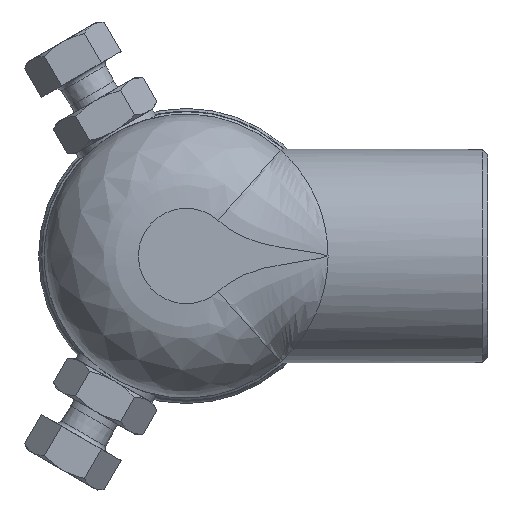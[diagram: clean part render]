
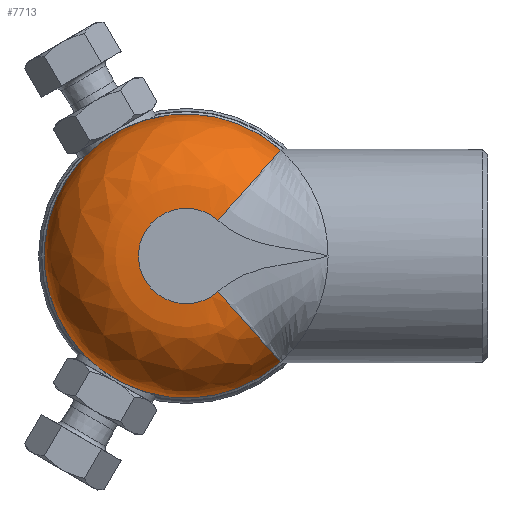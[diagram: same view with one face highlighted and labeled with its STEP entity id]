
A CAD part, left-side view. The second image highlights one B-rep face of the part: STEP entity #7713.
In plain terms, the highlighted free-form (B-spline) face has degree [2, 2] with [3, 7] control points.
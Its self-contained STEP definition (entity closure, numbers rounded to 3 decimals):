
#202=(
BOUNDED_SURFACE()
B_SPLINE_SURFACE(2,2,((#11380,#11381,#11382,#11383,#11384,#11385,#11386),
(#11387,#11388,#11389,#11390,#11391,#11392,#11393),(#11394,#11395,#11396,
#11397,#11398,#11399,#11400)),.UNSPECIFIED.,.F.,.F.,.F.)
B_SPLINE_SURFACE_WITH_KNOTS((3,3),(3,2,2,3),(-1.571,0.),
(-2.298,-0.766,0.766,2.298),
 .UNSPECIFIED.)
GEOMETRIC_REPRESENTATION_ITEM()
RATIONAL_B_SPLINE_SURFACE(((1.,0.721,1.,0.721,1.,
0.721,1.),(0.707,0.51,0.707,
0.51,0.707,0.51,0.707),
(1.,0.721,1.,0.721,1.,0.721,1.)))
REPRESENTATION_ITEM('')
SURFACE()
);
#1860=FACE_OUTER_BOUND('',#2329,.T.);
#2329=EDGE_LOOP('',(#5523,#5524,#5525,#5526));
#2816=CIRCLE('',#8273,22.6);
#2823=CIRCLE('',#8284,15.);
#2824=CIRCLE('',#8285,7.6);
#2825=CIRCLE('',#8286,15.);
#3249=VERTEX_POINT('',#11324);
#3250=VERTEX_POINT('',#11343);
#3255=VERTEX_POINT('',#11401);
#3256=VERTEX_POINT('',#11403);
#4111=EDGE_CURVE('',#3250,#3249,#2816,.T.);
#4121=EDGE_CURVE('',#3249,#3255,#2823,.T.);
#4122=EDGE_CURVE('',#3255,#3256,#2824,.T.);
#4123=EDGE_CURVE('',#3256,#3250,#2825,.T.);
#5523=ORIENTED_EDGE('',*,*,#4121,.T.);
#5524=ORIENTED_EDGE('',*,*,#4122,.T.);
#5525=ORIENTED_EDGE('',*,*,#4123,.T.);
#5526=ORIENTED_EDGE('',*,*,#4111,.T.);
#7713=ADVANCED_FACE('',(#1860),#202,.F.);
#8273=AXIS2_PLACEMENT_3D('',#11344,#9207,#9208);
#8284=AXIS2_PLACEMENT_3D('',#11402,#9231,#9232);
#8285=AXIS2_PLACEMENT_3D('',#11404,#9233,#9234);
#8286=AXIS2_PLACEMENT_3D('',#11405,#9235,#9236);
#9207=DIRECTION('center_axis',(-1.,0.,0.));
#9208=DIRECTION('ref_axis',(0.,1.,0.));
#9231=DIRECTION('center_axis',(0.,0.747,-0.665));
#9232=DIRECTION('ref_axis',(0.,-0.665,-0.747));
#9233=DIRECTION('center_axis',(1.,0.,0.));
#9234=DIRECTION('ref_axis',(0.,1.,0.));
#9235=DIRECTION('center_axis',(0.,0.747,0.665));
#9236=DIRECTION('ref_axis',(-1.,0.,0.));
#11324=CARTESIAN_POINT('',(-35.2,-15.025,-16.882));
#11343=CARTESIAN_POINT('',(-35.2,-15.025,16.882));
#11344=CARTESIAN_POINT('Origin',(-35.2,0.,0.));
#11380=CARTESIAN_POINT('Ctrl Pts',(-50.2,-5.053,-5.677));
#11381=CARTESIAN_POINT('Ctrl Pts',(-50.2,0.409,-10.538));
#11382=CARTESIAN_POINT('Ctrl Pts',(-50.2,5.477,-5.269));
#11383=CARTESIAN_POINT('Ctrl Pts',(-50.2,10.546,0.));
#11384=CARTESIAN_POINT('Ctrl Pts',(-50.2,5.477,5.269));
#11385=CARTESIAN_POINT('Ctrl Pts',(-50.2,0.409,10.538));
#11386=CARTESIAN_POINT('Ctrl Pts',(-50.2,-5.053,5.677));
#11387=CARTESIAN_POINT('Ctrl Pts',(-50.2,-15.025,-16.882));
#11388=CARTESIAN_POINT('Ctrl Pts',(-50.2,1.215,-31.336));
#11389=CARTESIAN_POINT('Ctrl Pts',(-50.2,16.287,-15.668));
#11390=CARTESIAN_POINT('Ctrl Pts',(-50.2,31.36,0.));
#11391=CARTESIAN_POINT('Ctrl Pts',(-50.2,16.287,15.668));
#11392=CARTESIAN_POINT('Ctrl Pts',(-50.2,1.215,31.336));
#11393=CARTESIAN_POINT('Ctrl Pts',(-50.2,-15.025,16.882));
#11394=CARTESIAN_POINT('Ctrl Pts',(-35.2,-15.025,
-16.882));
#11395=CARTESIAN_POINT('Ctrl Pts',(-35.2,1.215,-31.336));
#11396=CARTESIAN_POINT('Ctrl Pts',(-35.2,16.287,-15.668));
#11397=CARTESIAN_POINT('Ctrl Pts',(-35.2,31.36,0.));
#11398=CARTESIAN_POINT('Ctrl Pts',(-35.2,16.287,15.668));
#11399=CARTESIAN_POINT('Ctrl Pts',(-35.2,1.215,31.336));
#11400=CARTESIAN_POINT('Ctrl Pts',(-35.2,-15.025,
16.882));
#11401=CARTESIAN_POINT('',(-50.2,-5.053,-5.677));
#11402=CARTESIAN_POINT('Origin',(-35.2,-5.053,-5.677));
#11403=CARTESIAN_POINT('',(-50.2,-5.053,5.677));
#11404=CARTESIAN_POINT('Origin',(-50.2,0.,0.));
#11405=CARTESIAN_POINT('Origin',(-35.2,-5.053,5.677));
